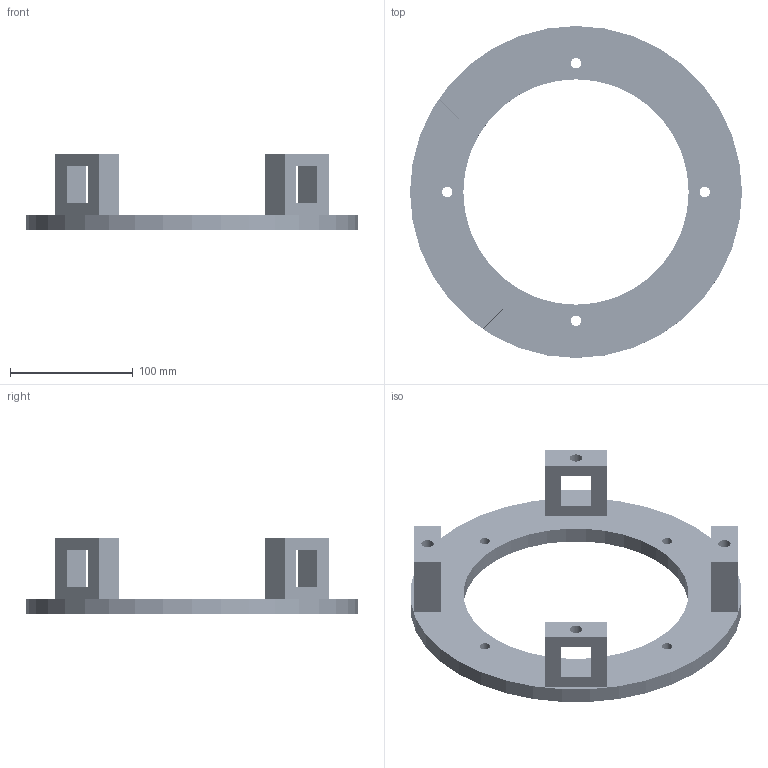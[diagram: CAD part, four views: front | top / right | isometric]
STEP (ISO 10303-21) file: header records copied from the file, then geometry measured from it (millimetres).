
FILE_DESCRIPTION(/* description */ ('STEP AP242','CAx-IF Rec.Pracs.---Representation and Presentation of Product Manufacturing Information (PMI)---4.0---2014-10-13','CAx-IF Rec.Pracs.---3D Tessellated Geometry---0.4---2014-09-14','2;1'),/* implementation_level */ '2;1');
FILE_NAME(/* name */ '67afcd0f27861a25bfd8738a',/* time_stamp */ '2025-02-14T23:09:04Z',/* author */ (''),/* organization */ (''),/* preprocessor_version */ 'ST-DEVELOPER v20',/* originating_system */ 'ONSHAPE BY PTC INC, 1.193',/* authorisation */ ' ');
FILE_SCHEMA (('AP242_MANAGED_MODEL_BASED_3D_ENGINEERING_MIM_LF { 1 0 10303 442 1 1 4 }'));
Length unit declared in the file: metre
Products named in the file (4): mountAssy; AdcpMountBlock; AdcpMountBasePlate; 10-32 1in
Assembly tree (21 placements, depth 2):
  mountAssy
    AdcpMountBlock  x4
    AdcpMountBasePlate
    10-32 1in  x16
Bounding box: 271 x 271 x 62.7 mm (x, y, z)
Volume: 544869.2 mm3; surface area: 145515.5 mm2
Topology: 21 solids, 21 shells, 4356 faces, 10622 edges, 6372 vertices
Faces by surface type: plane 2154, cone 1104, cylinder 1066, bspline 32
Full cylindrical faces by diameter (mm): 4.039 x16, 4.985 x16, 5.105 x16, 8.433 x4, 9.525 x16, 10.084 x4, 184 x1, 271 x1
Entity records: 14128 total; most frequent: CARTESIAN_POINT 6546, ORIENTED_EDGE 1500, DIRECTION 1494, EDGE_CURVE 750, AXIS2_PLACEMENT_3D 639, VERTEX_POINT 486, EDGE_LOOP 454, FACE_BOUND 454
